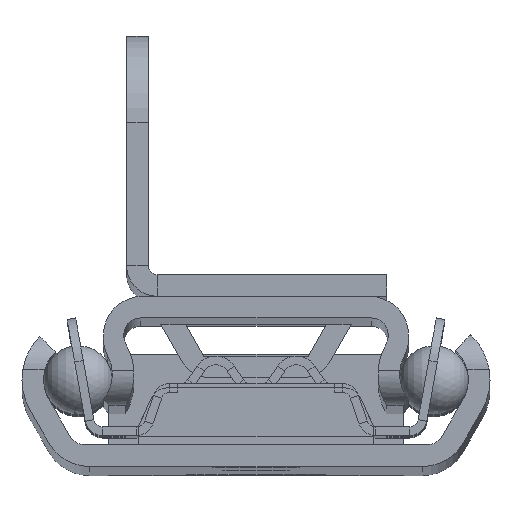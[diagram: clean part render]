
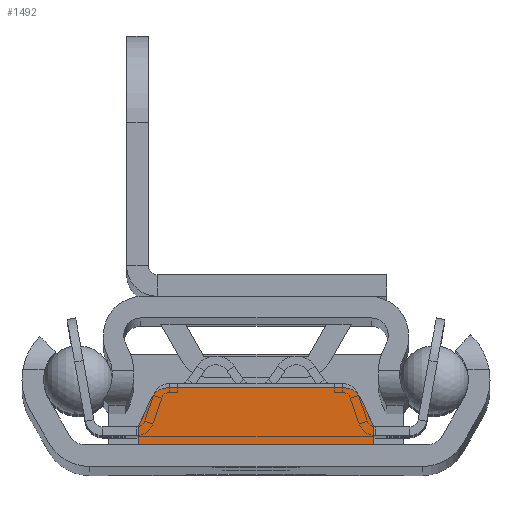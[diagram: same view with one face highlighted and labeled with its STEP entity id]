
A CAD part, top view. The second image highlights one B-rep face of the part: STEP entity #1492.
In plain terms, the highlighted planar face has unit normal (0, 0, 1).
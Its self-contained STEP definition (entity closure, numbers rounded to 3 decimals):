
#293=DIRECTION('',(1.,0.,0.));
#294=VECTOR('',#293,13.5);
#295=CARTESIAN_POINT('',(-6.75,1.25,-6.75));
#296=LINE('',#295,#294);
#407=DIRECTION('',(-0.423,0.906,0.));
#408=VECTOR('',#407,1.729);
#409=CARTESIAN_POINT('',(6.75,2.405,-6.75));
#410=LINE('',#409,#408);
#411=DIRECTION('',(0.,1.,0.));
#412=VECTOR('',#411,1.155);
#413=CARTESIAN_POINT('',(6.75,1.25,-6.75));
#414=LINE('',#413,#412);
#415=DIRECTION('',(0.,-1.,0.));
#416=VECTOR('',#415,1.155);
#417=CARTESIAN_POINT('',(-6.75,2.405,-6.75));
#418=LINE('',#417,#416);
#419=DIRECTION('',(-0.423,-0.906,0.));
#420=VECTOR('',#419,1.729);
#421=CARTESIAN_POINT('',(-6.019,3.973,-6.75));
#422=LINE('',#421,#420);
#423=DIRECTION('',(-1.,0.,0.));
#424=VECTOR('',#423,10.226);
#425=CARTESIAN_POINT('',(5.113,4.55,-6.75));
#426=LINE('',#425,#424);
#440=CARTESIAN_POINT('',(5.113,3.55,-6.75));
#441=DIRECTION('',(0.,0.,1.));
#442=DIRECTION('',(0.906,0.423,0.));
#443=AXIS2_PLACEMENT_3D('',#440,#441,#442);
#458=CARTESIAN_POINT('',(-5.113,3.55,-6.75));
#459=DIRECTION('',(0.,0.,1.));
#460=DIRECTION('',(0.,1.,0.));
#461=AXIS2_PLACEMENT_3D('',#458,#459,#460);
#842=CARTESIAN_POINT('',(-6.75,2.405,-6.75));
#844=VERTEX_POINT('',#842);
#846=CARTESIAN_POINT('',(6.75,2.405,-6.75));
#848=VERTEX_POINT('',#846);
#849=CARTESIAN_POINT('',(-6.75,1.25,-6.75));
#850=CARTESIAN_POINT('',(6.75,1.25,-6.75));
#851=VERTEX_POINT('',#849);
#852=VERTEX_POINT('',#850);
#877=CARTESIAN_POINT('',(5.113,4.55,-6.75));
#879=VERTEX_POINT('',#877);
#883=CARTESIAN_POINT('',(6.019,3.973,-6.75));
#884=VERTEX_POINT('',#883);
#885=CARTESIAN_POINT('',(-6.019,3.973,-6.75));
#887=VERTEX_POINT('',#885);
#891=CARTESIAN_POINT('',(-5.113,4.55,-6.75));
#892=VERTEX_POINT('',#891);
#1471=CARTESIAN_POINT('',(0.,0.,-6.75));
#1472=DIRECTION('',(0.,0.,1.));
#1473=DIRECTION('',(1.,0.,0.));
#1474=AXIS2_PLACEMENT_3D('',#1471,#1472,#1473);
#1475=PLANE('',#1474);
#1477=ORIENTED_EDGE('',*,*,#1476,.F.);
#1479=ORIENTED_EDGE('',*,*,#1478,.F.);
#1480=ORIENTED_EDGE('',*,*,#1462,.F.);
#1481=ORIENTED_EDGE('',*,*,#1332,.F.);
#1483=ORIENTED_EDGE('',*,*,#1482,.F.);
#1485=ORIENTED_EDGE('',*,*,#1484,.F.);
#1487=ORIENTED_EDGE('',*,*,#1486,.F.);
#1489=ORIENTED_EDGE('',*,*,#1488,.F.);
#1490=EDGE_LOOP('',(#1477,#1479,#1480,#1481,#1483,#1485,#1487,#1489));
#1491=FACE_OUTER_BOUND('',#1490,.F.);
#1492=ADVANCED_FACE('',(#1491),#1475,.T.);
#444=CIRCLE('',#443,1.);
#462=CIRCLE('',#461,1.);
#1332=EDGE_CURVE('',#851,#852,#296,.T.);
#1462=EDGE_CURVE('',#852,#848,#414,.T.);
#1476=EDGE_CURVE('',#884,#879,#444,.T.);
#1478=EDGE_CURVE('',#848,#884,#410,.T.);
#1482=EDGE_CURVE('',#844,#851,#418,.T.);
#1484=EDGE_CURVE('',#887,#844,#422,.T.);
#1486=EDGE_CURVE('',#892,#887,#462,.T.);
#1488=EDGE_CURVE('',#879,#892,#426,.T.);
